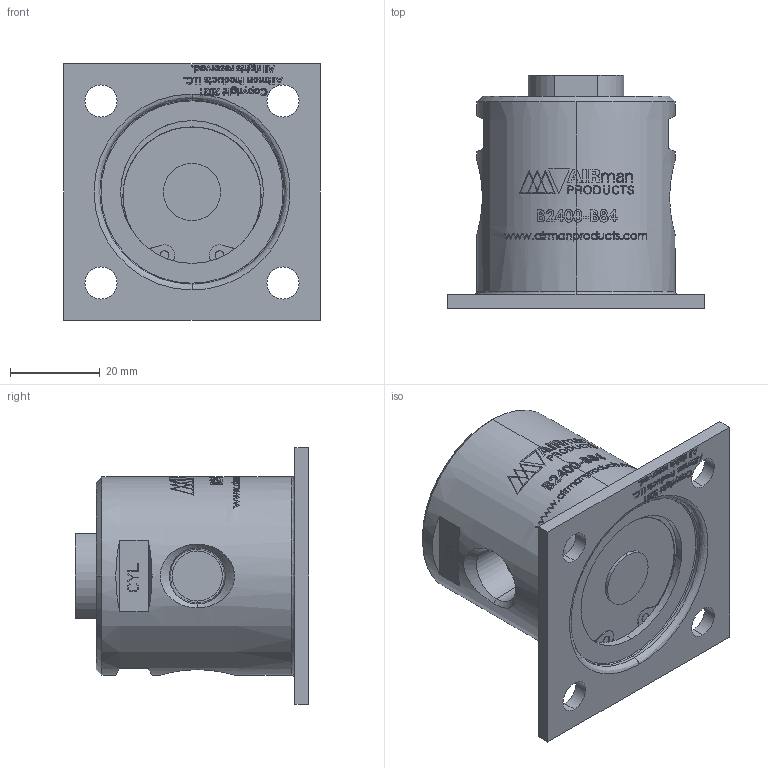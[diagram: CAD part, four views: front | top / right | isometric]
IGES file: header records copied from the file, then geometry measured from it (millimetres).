
Start section: SolidWorks IGES file using analytic representation for surfaces
Global section: file name: B2400-B84-DIAPHRAGM-VALVE-ASSY.IGS; native system: SolidWorks 2018; preprocessor: SolidWorks 2018; author: engremote1; date: 210726.084157; units: inch
Bounding box: 57.15 x 51.85 x 57.15 mm (x, y, z)
Volume: 67115.3 mm3; surface area: 16250.1 mm2
Topology: 1 solids, 1 shells, 1610 faces, 4313 edges, 2862 vertices
Faces by surface type: plane 829, bspline 626, revolution 155
